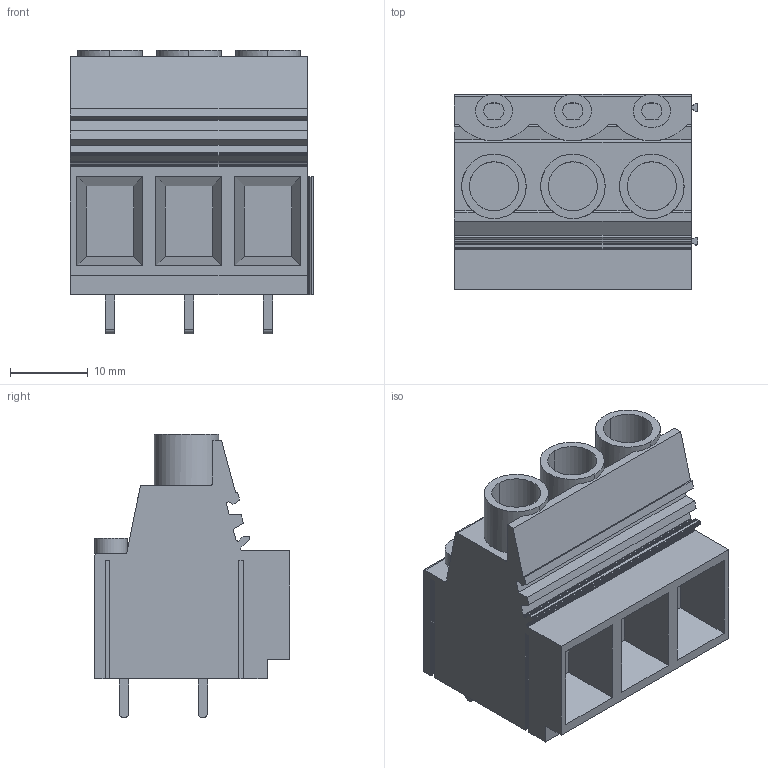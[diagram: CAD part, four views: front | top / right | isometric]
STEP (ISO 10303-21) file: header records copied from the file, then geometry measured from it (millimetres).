
FILE_DESCRIPTION(('CATIA V5 STEP Exchange','CAx-IF Rec.Pracs.--- Model Styling and Organization---1.2---2011-12-15'),'2;1');
FILE_NAME ('D1461478_0_2012890000_2012890000.stp','2018-09-01T05:06:08+00:00',('none'),('Weidmueller'),'CATIA Version 5-6 Release 2014','CATIA V5 STEP AP214','none');
FILE_SCHEMA(('AUTOMOTIVE_DESIGN { 1 0 10303 214 1 1 1 1 }'));
Length unit declared in the file: millimetre
Products named in the file (1): 2012890000
Bounding box: 31.28 x 25.1 x 36.5 mm (x, y, z)
Volume: 14815.1 mm3; surface area: 6461.5 mm2
Topology: 4 solids, 4 shells, 223 faces, 612 edges, 406 vertices
Faces by surface type: plane 156, cylinder 67
Entity records: 6903 total; most frequent: CARTESIAN_POINT 1487, ORIENTED_EDGE 1224, DIRECTION 915, EDGE_CURVE 612, VECTOR 448, LINE 448, VERTEX_POINT 406, AXIS2_PLACEMENT_3D 297
